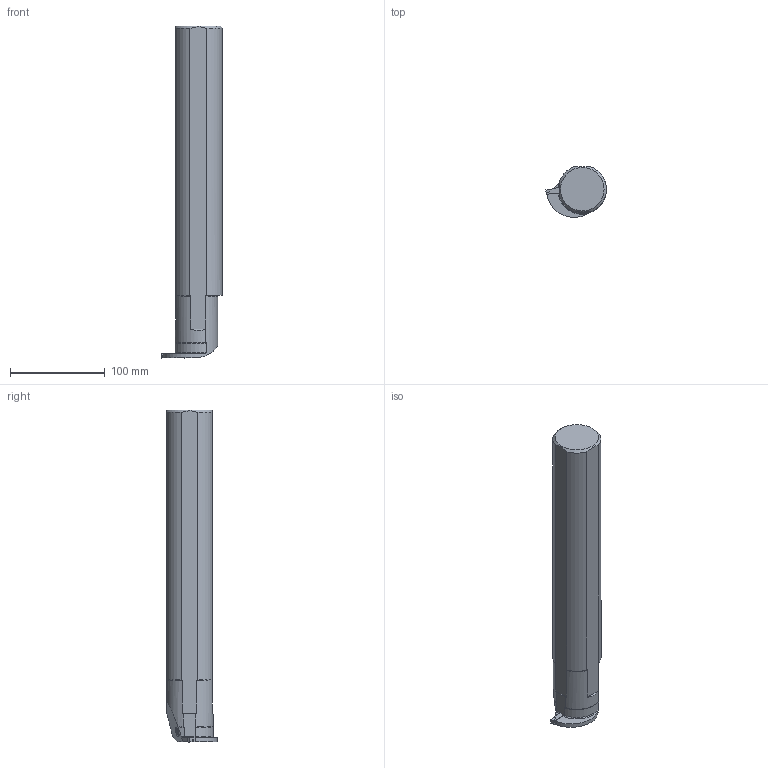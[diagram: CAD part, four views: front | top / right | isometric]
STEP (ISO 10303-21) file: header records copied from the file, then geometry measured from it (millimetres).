
FILE_DESCRIPTION(/* description */ (''),/* implementation_level */ '2;1');
FILE_NAME(/* name */ 'TOOLASSEMBLY_1.STP',/* time_stamp */ '2024-07-03T13:57:44+02:00',/* author */ (''),/* organization */ ('SMS'),/* preprocessor_version */ 'ST-DEVELOPER v16.7',/* originating_system */ 'SIEMENS PLM Software NX 12.0',/* authorisation */ '');
FILE_SCHEMA (('AUTOMOTIVE_DESIGN { 1 0 10303 214 3 1 1 1 }'));
Length unit declared in the file: millimetre
Products named in the file (4): ASSEMBLY_CONSTRUCTION; CUT_20240703135659; NOCUT_20240703135605; TOOLASSEMBLY_1
Assembly tree (3 placements, depth 2):
  TOOLASSEMBLY_1
    NOCUT_20240703135605
    CUT_20240703135659
    ASSEMBLY_CONSTRUCTION
Bounding box: 64.1 x 52.8 x 350 mm (x, y, z)
Volume: 667825.2 mm3; surface area: 59361.7 mm2
Topology: 2 solids, 2 shells, 88 faces, 243 edges, 167 vertices
Faces by surface type: plane 45, cylinder 30, torus 7, extrusion 4, cone 2
Full cylindrical faces by diameter (mm): 6.066 x1, 10.008 x1
Entity records: 4022 total; most frequent: CARTESIAN_POINT 1628, ORIENTED_EDGE 470, DIRECTION 470, EDGE_CURVE 235, AXIS2_PLACEMENT_3D 167, VERTEX_POINT 158, VECTOR 136, LINE 132
